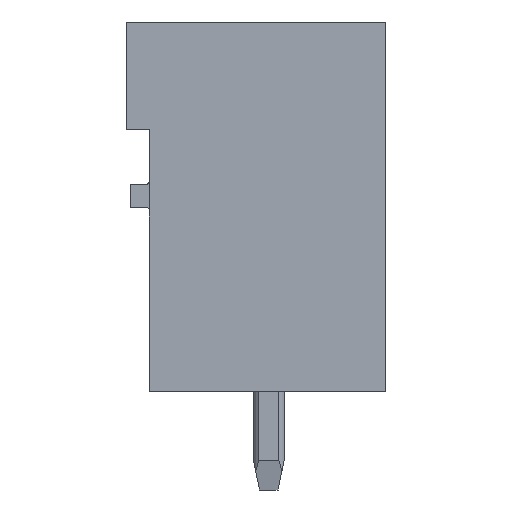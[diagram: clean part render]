
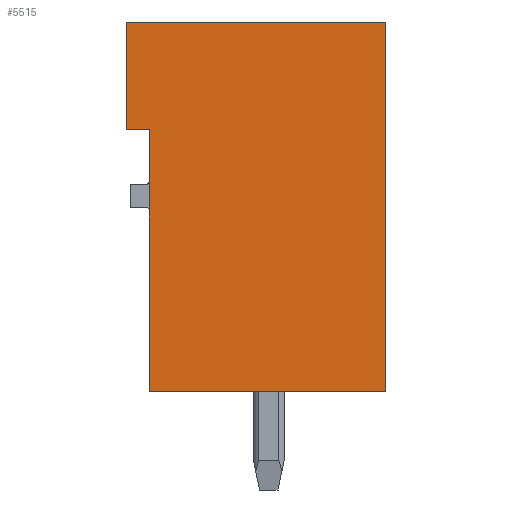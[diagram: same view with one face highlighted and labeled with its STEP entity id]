
A CAD part, left-side view. The second image highlights one B-rep face of the part: STEP entity #5515.
In plain terms, the highlighted planar face has unit normal (-1, 0, 0).
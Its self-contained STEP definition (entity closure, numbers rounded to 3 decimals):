
#5505=AXIS2_PLACEMENT_3D('Plane Axis2P3D',#5502,#5503,#5504) ;
#49=CARTESIAN_POINT('Vertex',(0.,0.,15.2)) ;
#52=CARTESIAN_POINT('Line Origine',(0.,0.,9.2)) ;
#56=CARTESIAN_POINT('Vertex',(0.,0.,3.2)) ;
#151=CARTESIAN_POINT('Vertex',(0.,8.43,15.2)) ;
#154=CARTESIAN_POINT('Line Origine',(0.,4.215,15.2)) ;
#1059=CARTESIAN_POINT('Vertex',(0.,8.43,11.7)) ;
#1062=CARTESIAN_POINT('Line Origine',(0.,8.43,13.45)) ;
#1439=CARTESIAN_POINT('Vertex',(0.,7.68,3.2)) ;
#1442=CARTESIAN_POINT('Line Origine',(0.,7.68,7.45)) ;
#1446=CARTESIAN_POINT('Vertex',(0.,7.68,11.7)) ;
#1831=CARTESIAN_POINT('Line Origine',(0.,3.84,3.2)) ;
#5450=CARTESIAN_POINT('Line Origine',(0.,8.055,11.7)) ;
#5502=CARTESIAN_POINT('Axis2P3D Location',(0.,0.,0.)) ;
#53=DIRECTION('Vector Direction',(0.,0.,-1.)) ;
#155=DIRECTION('Vector Direction',(0.,-1.,0.)) ;
#1063=DIRECTION('Vector Direction',(0.,0.,-1.)) ;
#1443=DIRECTION('Vector Direction',(0.,0.,-1.)) ;
#1832=DIRECTION('Vector Direction',(0.,1.,0.)) ;
#5451=DIRECTION('Vector Direction',(0.,-1.,0.)) ;
#5503=DIRECTION('Axis2P3D Direction',(-1.,0.,0.)) ;
#5504=DIRECTION('Axis2P3D XDirection',(0.,0.,1.)) ;
#54=VECTOR('Line Direction',#53,1.) ;
#156=VECTOR('Line Direction',#155,1.) ;
#1064=VECTOR('Line Direction',#1063,1.) ;
#1444=VECTOR('Line Direction',#1443,1.) ;
#1833=VECTOR('Line Direction',#1832,1.) ;
#5452=VECTOR('Line Direction',#5451,1.) ;
#5508=ORIENTED_EDGE('',*,*,#158,.T.) ;
#5509=ORIENTED_EDGE('',*,*,#1066,.T.) ;
#5510=ORIENTED_EDGE('',*,*,#5454,.T.) ;
#5511=ORIENTED_EDGE('',*,*,#1448,.T.) ;
#5512=ORIENTED_EDGE('',*,*,#1835,.T.) ;
#5513=ORIENTED_EDGE('',*,*,#58,.T.) ;
#5515=ADVANCED_FACE('HOUSING',(#5514),#5506,.T.) ;
#58=EDGE_CURVE('',#57,#50,#55,.F.) ;
#158=EDGE_CURVE('',#50,#152,#157,.F.) ;
#1066=EDGE_CURVE('',#152,#1060,#1065,.T.) ;
#1448=EDGE_CURVE('',#1447,#1440,#1445,.T.) ;
#1835=EDGE_CURVE('',#1440,#57,#1834,.F.) ;
#5454=EDGE_CURVE('',#1060,#1447,#5453,.T.) ;
#5507=EDGE_LOOP('',(#5508,#5509,#5510,#5511,#5512,#5513)) ;
#5514=FACE_OUTER_BOUND('',#5507,.T.) ;
#55=LINE('Line',#52,#54) ;
#157=LINE('Line',#154,#156) ;
#1065=LINE('Line',#1062,#1064) ;
#1445=LINE('Line',#1442,#1444) ;
#1834=LINE('Line',#1831,#1833) ;
#5453=LINE('Line',#5450,#5452) ;
#5506=PLANE('',#5505) ;
#50=VERTEX_POINT('',#49) ;
#57=VERTEX_POINT('',#56) ;
#152=VERTEX_POINT('',#151) ;
#1060=VERTEX_POINT('',#1059) ;
#1440=VERTEX_POINT('',#1439) ;
#1447=VERTEX_POINT('',#1446) ;
